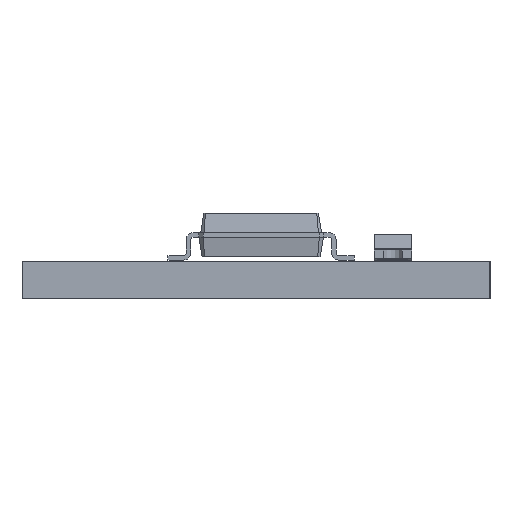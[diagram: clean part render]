
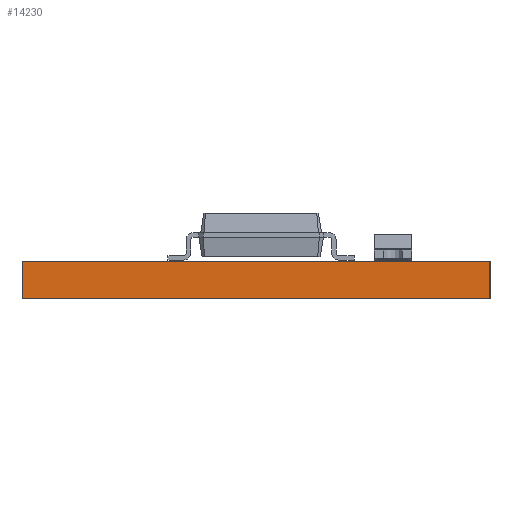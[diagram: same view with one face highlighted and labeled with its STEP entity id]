
A CAD part, left-side view. The second image highlights one B-rep face of the part: STEP entity #14230.
In plain terms, the highlighted planar face has unit normal (-1, 0, 0).
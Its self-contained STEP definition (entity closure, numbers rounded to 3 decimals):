
#14049 = PLANE('',#14050);
#14050 = AXIS2_PLACEMENT_3D('',#14051,#14052,#14053);
#14051 = CARTESIAN_POINT('',(701.167,-330.2,0.));
#14052 = DIRECTION('',(0.,-1.,0.));
#14053 = DIRECTION('',(-1.,0.,0.));
#14074 = VERTEX_POINT('',#14075);
#14075 = CARTESIAN_POINT('',(122.301,-330.2,1.6));
#14089 = PLANE('',#14090);
#14090 = AXIS2_PLACEMENT_3D('',#14091,#14092,#14093);
#14091 = CARTESIAN_POINT('',(411.734,-320.231,1.6));
#14092 = DIRECTION('',(-0.,-0.,-1.));
#14093 = DIRECTION('',(-1.,0.,0.));
#14101 = EDGE_CURVE('',#14102,#14074,#14104,.T.);
#14102 = VERTEX_POINT('',#14103);
#14103 = CARTESIAN_POINT('',(122.301,-330.2,0.));
#14104 = SURFACE_CURVE('',#14105,(#14109,#14116),.PCURVE_S1.);
#14105 = LINE('',#14106,#14107);
#14106 = CARTESIAN_POINT('',(122.301,-330.2,0.));
#14107 = VECTOR('',#14108,1.);
#14108 = DIRECTION('',(0.,0.,1.));
#14109 = PCURVE('',#14049,#14110);
#14110 = DEFINITIONAL_REPRESENTATION('',(#14111),#14115);
#14111 = LINE('',#14112,#14113);
#14112 = CARTESIAN_POINT('',(578.866,0.));
#14113 = VECTOR('',#14114,1.);
#14114 = DIRECTION('',(0.,-1.));
#14115 = ( GEOMETRIC_REPRESENTATION_CONTEXT(2) 
PARAMETRIC_REPRESENTATION_CONTEXT() REPRESENTATION_CONTEXT('2D SPACE',''
  ) );
#14116 = PCURVE('',#14117,#14122);
#14117 = PLANE('',#14118);
#14118 = AXIS2_PLACEMENT_3D('',#14119,#14120,#14121);
#14119 = CARTESIAN_POINT('',(122.301,-330.2,0.));
#14120 = DIRECTION('',(-1.,0.,0.));
#14121 = DIRECTION('',(0.,1.,0.));
#14122 = DEFINITIONAL_REPRESENTATION('',(#14123),#14127);
#14123 = LINE('',#14124,#14125);
#14124 = CARTESIAN_POINT('',(0.,0.));
#14125 = VECTOR('',#14126,1.);
#14126 = DIRECTION('',(0.,-1.));
#14127 = ( GEOMETRIC_REPRESENTATION_CONTEXT(2) 
PARAMETRIC_REPRESENTATION_CONTEXT() REPRESENTATION_CONTEXT('2D SPACE',''
  ) );
#14143 = PLANE('',#14144);
#14144 = AXIS2_PLACEMENT_3D('',#14145,#14146,#14147);
#14145 = CARTESIAN_POINT('',(411.734,-320.231,0.));
#14146 = DIRECTION('',(-0.,-0.,-1.));
#14147 = DIRECTION('',(-1.,0.,0.));
#14176 = PLANE('',#14177);
#14177 = AXIS2_PLACEMENT_3D('',#14178,#14179,#14180);
#14178 = CARTESIAN_POINT('',(122.301,-310.261,0.));
#14179 = DIRECTION('',(0.,1.,0.));
#14180 = DIRECTION('',(1.,0.,0.));
#14230 = ADVANCED_FACE('',(#14231),#14117,.T.);
#14231 = FACE_BOUND('',#14232,.T.);
#14232 = EDGE_LOOP('',(#14233,#14234,#14257,#14280));
#14233 = ORIENTED_EDGE('',*,*,#14101,.T.);
#14234 = ORIENTED_EDGE('',*,*,#14235,.T.);
#14235 = EDGE_CURVE('',#14074,#14236,#14238,.T.);
#14236 = VERTEX_POINT('',#14237);
#14237 = CARTESIAN_POINT('',(122.301,-310.261,1.6));
#14238 = SURFACE_CURVE('',#14239,(#14243,#14250),.PCURVE_S1.);
#14239 = LINE('',#14240,#14241);
#14240 = CARTESIAN_POINT('',(122.301,-330.2,1.6));
#14241 = VECTOR('',#14242,1.);
#14242 = DIRECTION('',(0.,1.,0.));
#14243 = PCURVE('',#14117,#14244);
#14244 = DEFINITIONAL_REPRESENTATION('',(#14245),#14249);
#14245 = LINE('',#14246,#14247);
#14246 = CARTESIAN_POINT('',(0.,-1.6));
#14247 = VECTOR('',#14248,1.);
#14248 = DIRECTION('',(1.,0.));
#14249 = ( GEOMETRIC_REPRESENTATION_CONTEXT(2) 
PARAMETRIC_REPRESENTATION_CONTEXT() REPRESENTATION_CONTEXT('2D SPACE',''
  ) );
#14250 = PCURVE('',#14089,#14251);
#14251 = DEFINITIONAL_REPRESENTATION('',(#14252),#14256);
#14252 = LINE('',#14253,#14254);
#14253 = CARTESIAN_POINT('',(289.433,-9.97));
#14254 = VECTOR('',#14255,1.);
#14255 = DIRECTION('',(0.,1.));
#14256 = ( GEOMETRIC_REPRESENTATION_CONTEXT(2) 
PARAMETRIC_REPRESENTATION_CONTEXT() REPRESENTATION_CONTEXT('2D SPACE',''
  ) );
#14257 = ORIENTED_EDGE('',*,*,#14258,.F.);
#14258 = EDGE_CURVE('',#14259,#14236,#14261,.T.);
#14259 = VERTEX_POINT('',#14260);
#14260 = CARTESIAN_POINT('',(122.301,-310.261,0.));
#14261 = SURFACE_CURVE('',#14262,(#14266,#14273),.PCURVE_S1.);
#14262 = LINE('',#14263,#14264);
#14263 = CARTESIAN_POINT('',(122.301,-310.261,0.));
#14264 = VECTOR('',#14265,1.);
#14265 = DIRECTION('',(0.,0.,1.));
#14266 = PCURVE('',#14117,#14267);
#14267 = DEFINITIONAL_REPRESENTATION('',(#14268),#14272);
#14268 = LINE('',#14269,#14270);
#14269 = CARTESIAN_POINT('',(19.939,0.));
#14270 = VECTOR('',#14271,1.);
#14271 = DIRECTION('',(0.,-1.));
#14272 = ( GEOMETRIC_REPRESENTATION_CONTEXT(2) 
PARAMETRIC_REPRESENTATION_CONTEXT() REPRESENTATION_CONTEXT('2D SPACE',''
  ) );
#14273 = PCURVE('',#14176,#14274);
#14274 = DEFINITIONAL_REPRESENTATION('',(#14275),#14279);
#14275 = LINE('',#14276,#14277);
#14276 = CARTESIAN_POINT('',(0.,0.));
#14277 = VECTOR('',#14278,1.);
#14278 = DIRECTION('',(0.,-1.));
#14279 = ( GEOMETRIC_REPRESENTATION_CONTEXT(2) 
PARAMETRIC_REPRESENTATION_CONTEXT() REPRESENTATION_CONTEXT('2D SPACE',''
  ) );
#14280 = ORIENTED_EDGE('',*,*,#14281,.F.);
#14281 = EDGE_CURVE('',#14102,#14259,#14282,.T.);
#14282 = SURFACE_CURVE('',#14283,(#14287,#14294),.PCURVE_S1.);
#14283 = LINE('',#14284,#14285);
#14284 = CARTESIAN_POINT('',(122.301,-330.2,0.));
#14285 = VECTOR('',#14286,1.);
#14286 = DIRECTION('',(0.,1.,0.));
#14287 = PCURVE('',#14117,#14288);
#14288 = DEFINITIONAL_REPRESENTATION('',(#14289),#14293);
#14289 = LINE('',#14290,#14291);
#14290 = CARTESIAN_POINT('',(0.,0.));
#14291 = VECTOR('',#14292,1.);
#14292 = DIRECTION('',(1.,0.));
#14293 = ( GEOMETRIC_REPRESENTATION_CONTEXT(2) 
PARAMETRIC_REPRESENTATION_CONTEXT() REPRESENTATION_CONTEXT('2D SPACE',''
  ) );
#14294 = PCURVE('',#14143,#14295);
#14295 = DEFINITIONAL_REPRESENTATION('',(#14296),#14300);
#14296 = LINE('',#14297,#14298);
#14297 = CARTESIAN_POINT('',(289.433,-9.97));
#14298 = VECTOR('',#14299,1.);
#14299 = DIRECTION('',(0.,1.));
#14300 = ( GEOMETRIC_REPRESENTATION_CONTEXT(2) 
PARAMETRIC_REPRESENTATION_CONTEXT() REPRESENTATION_CONTEXT('2D SPACE',''
  ) );
